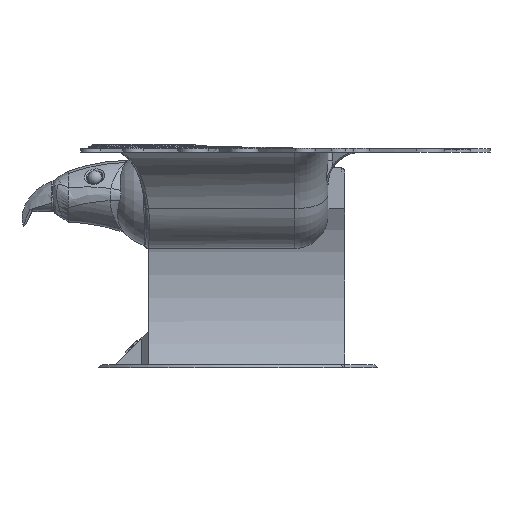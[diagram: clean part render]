
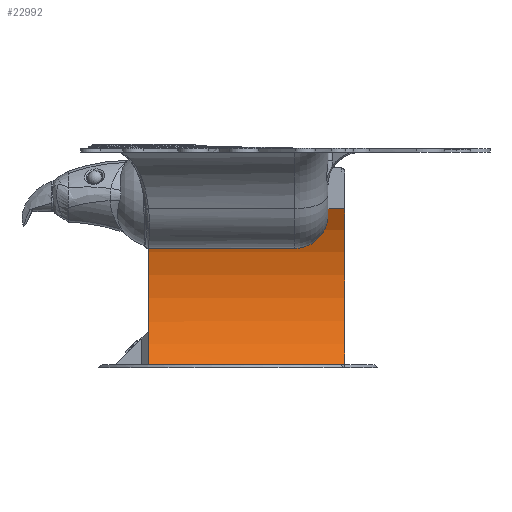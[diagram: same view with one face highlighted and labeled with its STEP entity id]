
A CAD part, front view. The second image highlights one B-rep face of the part: STEP entity #22992.
In plain terms, the highlighted cylindrical face has radius 44 mm (diameter 88 mm), a partial arc.
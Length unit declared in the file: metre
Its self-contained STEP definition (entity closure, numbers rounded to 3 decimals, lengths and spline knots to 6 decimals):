
#218=ELLIPSE('',#24561,57.992086,0.044);
#222=ELLIPSE('',#24571,57.992086,0.044);
#241=CYLINDRICAL_SURFACE('',#24612,0.044);
#1360=CIRCLE('',#24551,0.044);
#1364=CIRCLE('',#24569,0.044);
#3592=ORIENTED_EDGE('',*,*,#10992,.F.);
#3593=ORIENTED_EDGE('',*,*,#10967,.T.);
#3594=ORIENTED_EDGE('',*,*,#11012,.F.);
#3595=ORIENTED_EDGE('',*,*,#10986,.F.);
#3596=ORIENTED_EDGE('',*,*,#11005,.T.);
#3597=ORIENTED_EDGE('',*,*,#11006,.F.);
#10967=EDGE_CURVE('',#14729,#14728,#1360,.F.);
#10986=EDGE_CURVE('',#14745,#14746,#218,.T.);
#10992=EDGE_CURVE('',#14729,#14750,#17197,.T.);
#11005=EDGE_CURVE('',#14745,#14759,#1364,.T.);
#11006=EDGE_CURVE('',#14750,#14759,#222,.T.);
#11012=EDGE_CURVE('',#14746,#14728,#17210,.F.);
#14728=VERTEX_POINT('',#35852);
#14729=VERTEX_POINT('',#35854);
#14745=VERTEX_POINT('',#35904);
#14746=VERTEX_POINT('',#35906);
#14750=VERTEX_POINT('',#35922);
#14759=VERTEX_POINT('',#35952);
#17197=LINE('',#35921,#18568);
#17210=LINE('',#35969,#18581);
#18568=VECTOR('',#27903,1.);
#18581=VECTOR('',#27934,1.);
#19953=EDGE_LOOP('',(#3592,#3593,#3594,#3595,#3596,#3597));
#21303=FACE_BOUND('',#19953,.T.);
#22992=ADVANCED_FACE('',(#21303),#241,.F.);
#24551=AXIS2_PLACEMENT_3D('',#35853,#27864,#27865);
#24561=AXIS2_PLACEMENT_3D('',#35905,#27892,#27893);
#24569=AXIS2_PLACEMENT_3D('',#35953,#27920,#27921);
#24571=AXIS2_PLACEMENT_3D('',#35955,#27924,#27925);
#24612=AXIS2_PLACEMENT_3D('',#36141,#28031,#28032);
#27864=DIRECTION('',(-1.,0.,0.));
#27865=DIRECTION('',(0.,-1.,0.));
#27892=DIRECTION('',(-0.001,1.,0.));
#27893=DIRECTION('',(-1.,-0.001,0.));
#27903=DIRECTION('',(-1.,0.,0.));
#27920=DIRECTION('',(-1.,0.,0.));
#27921=DIRECTION('',(0.,0.,1.));
#27924=DIRECTION('',(-0.001,1.,0.));
#27925=DIRECTION('',(-1.,-0.001,0.));
#27934=DIRECTION('',(-1.,0.,0.));
#28031=DIRECTION('',(-1.,0.,0.));
#28032=DIRECTION('',(0.,0.,1.));
#35852=CARTESIAN_POINT('',(0.015087,-0.188345,-0.003165));
#35853=CARTESIAN_POINT('',(0.015087,-0.225616,-0.02655));
#35854=CARTESIAN_POINT('',(0.015087,-0.188345,-0.049935));
#35904=CARTESIAN_POINT('',(-0.04385,-0.188386,-0.0031));
#35905=CARTESIAN_POINT('',(-49.11348,-0.225616,-0.02655));
#35906=CARTESIAN_POINT('',(0.010087,-0.188345,-0.003165));
#35921=CARTESIAN_POINT('',(0.015089,-0.188345,-0.049935));
#35922=CARTESIAN_POINT('',(0.010087,-0.188345,-0.049935));
#35952=CARTESIAN_POINT('',(-0.043848,-0.188386,-0.05));
#35953=CARTESIAN_POINT('',(-0.043853,-0.225616,-0.02655));
#35955=CARTESIAN_POINT('',(-49.11348,-0.225616,-0.02655));
#35969=CARTESIAN_POINT('',(0.015089,-0.188345,-0.003165));
#36141=CARTESIAN_POINT('',(0.015089,-0.225616,-0.02655));
